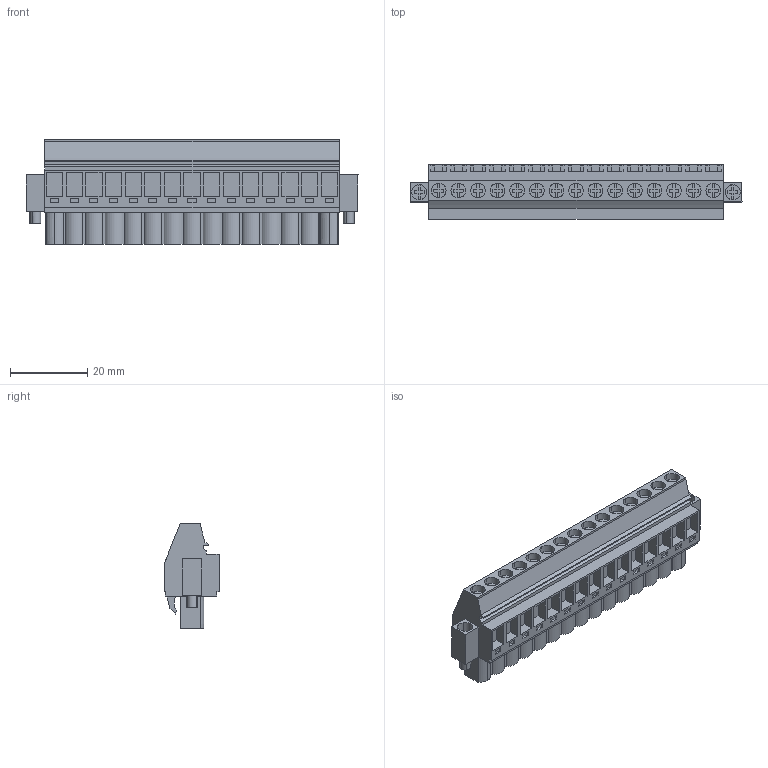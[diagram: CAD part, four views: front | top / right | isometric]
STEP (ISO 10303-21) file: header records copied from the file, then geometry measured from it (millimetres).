
FILE_DESCRIPTION(('CATIA V5 STEP','CAx-IF Rec.Pracs.--- Model Styling and Organization---1.2---2011-12-15'),'2;1');
FILE_NAME ('D1460171_0_1950440000_1950440000.stp','2017-09-09T10:09:19+00:00',('none'),('Weidmueller'),'CATIA Version 5-6 Release 2014','CATIA V5 STEP AP214','none');
FILE_SCHEMA(('AUTOMOTIVE_DESIGN { 1 0 10303 214 1 1 1 1 }'));
Length unit declared in the file: millimetre
Products named in the file (1): 1950440000
Bounding box: 86 x 14.1 x 27.1 mm (x, y, z)
Volume: 17707.7 mm3; surface area: 10823.4 mm2
Topology: 18 solids, 18 shells, 1030 faces, 2871 edges, 1944 vertices
Faces by surface type: plane 873, cylinder 153, extrusion 4
Entity records: 31091 total; most frequent: CARTESIAN_POINT 6015, ORIENTED_EDGE 5742, DIRECTION 4161, EDGE_CURVE 2871, VECTOR 2493, LINE 2489, VERTEX_POINT 1944, EDGE_LOOP 1103
